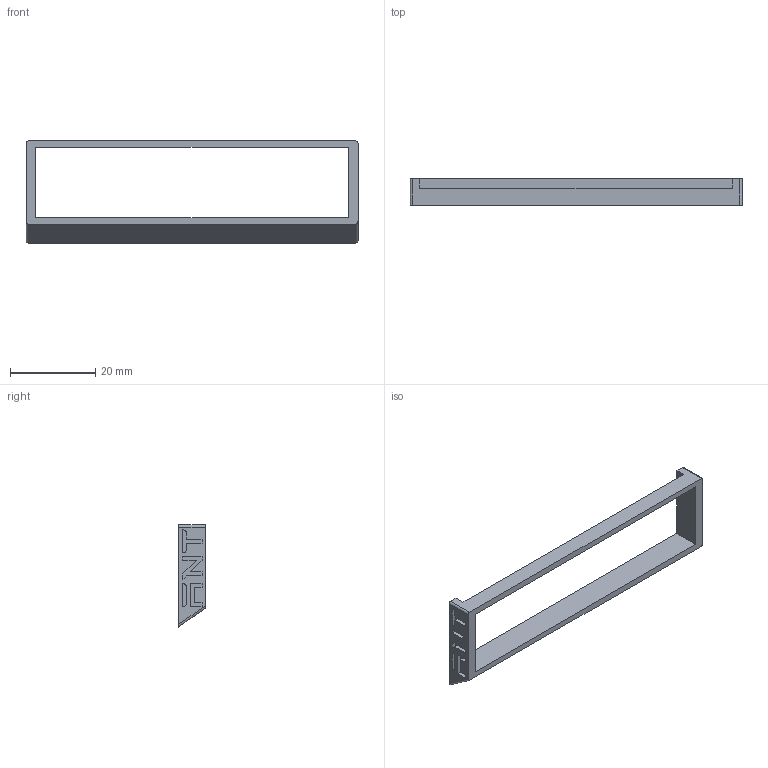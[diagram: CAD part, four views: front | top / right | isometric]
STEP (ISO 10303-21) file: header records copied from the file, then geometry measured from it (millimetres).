
FILE_DESCRIPTION((''),'2;1');
FILE_NAME('ANTSHIELD','2021-06-10T11:36:52',('jonas'),(''),'CREO PARAMETRIC BY PTC INC, 2020281','CREO PARAMETRIC BY PTC INC, 2020281','');
FILE_SCHEMA(('AUTOMOTIVE_DESIGN { 1 0 10303 214 1 1 1 1 }'));
Length unit declared in the file: millimetre
Products named in the file (1): ANTSHIELD
Bounding box: 77.8 x 6.3 x 23.91 mm (x, y, z)
Volume: 2710.8 mm3; surface area: 3274.1 mm2
Topology: 1 solids, 1 shells, 93 faces, 252 edges, 168 vertices
Faces by surface type: plane 73, extrusion 16, cylinder 4
Entity records: 3098 total; most frequent: CARTESIAN_POINT 666, ORIENTED_EDGE 504, DIRECTION 413, EDGE_CURVE 252, VECTOR 228, LINE 212, VERTEX_POINT 168, EDGE_LOOP 102
